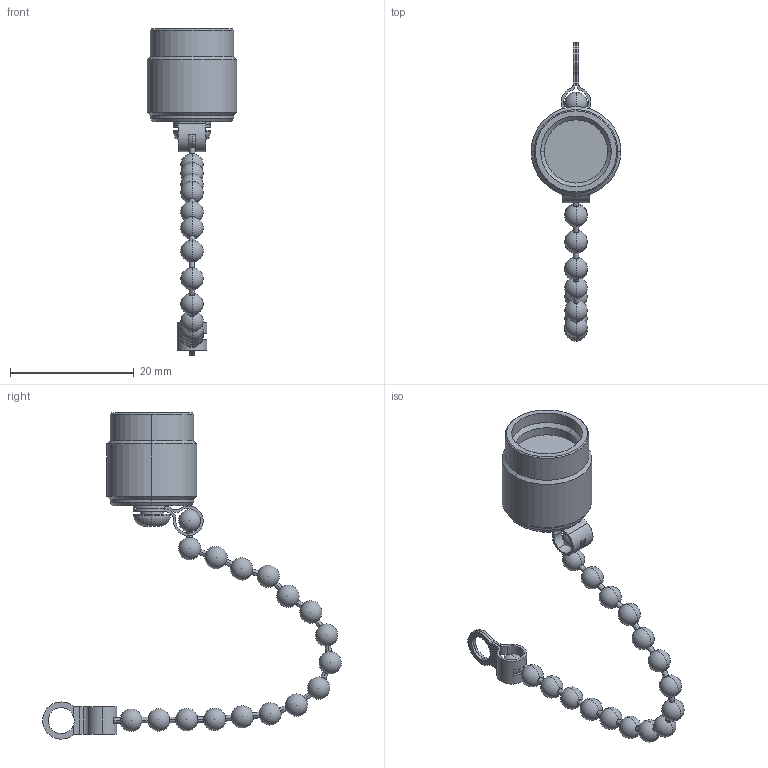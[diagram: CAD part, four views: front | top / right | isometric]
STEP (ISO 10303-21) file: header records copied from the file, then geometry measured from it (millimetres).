
FILE_DESCRIPTION (( 'STEP AP214' ), '1' );
FILE_NAME ('H00050A0000.STEP', '2010-08-13T11:57:49', ( 'markiewicz' ), ( '' ), 'SwSTEP 2.0', 'SolidWorks 2010', '' );
FILE_SCHEMA (( 'AUTOMOTIVE_DESIGN' ));
Length unit declared in the file: millimetre
Products named in the file (1): H00050A0000
Bounding box: 14.5 x 48.21 x 52.69 mm (x, y, z)
Volume: 2479.7 mm3; surface area: 2469.5 mm2
Topology: 21 solids, 22 shells, 229 faces, 674 edges, 445 vertices
Faces by surface type: cylinder 102, sphere 70, plane 41, cone 14, torus 2
Entity records: 9906 total; most frequent: DIRECTION 1372, CARTESIAN_POINT 1321, ORIENTED_EDGE 1164, AXIS2_PLACEMENT_3D 592, EDGE_CURVE 582, VERTEX_POINT 391, CIRCLE 362, UNCERTAINTY_MEASURE_WITH_UNIT 249
